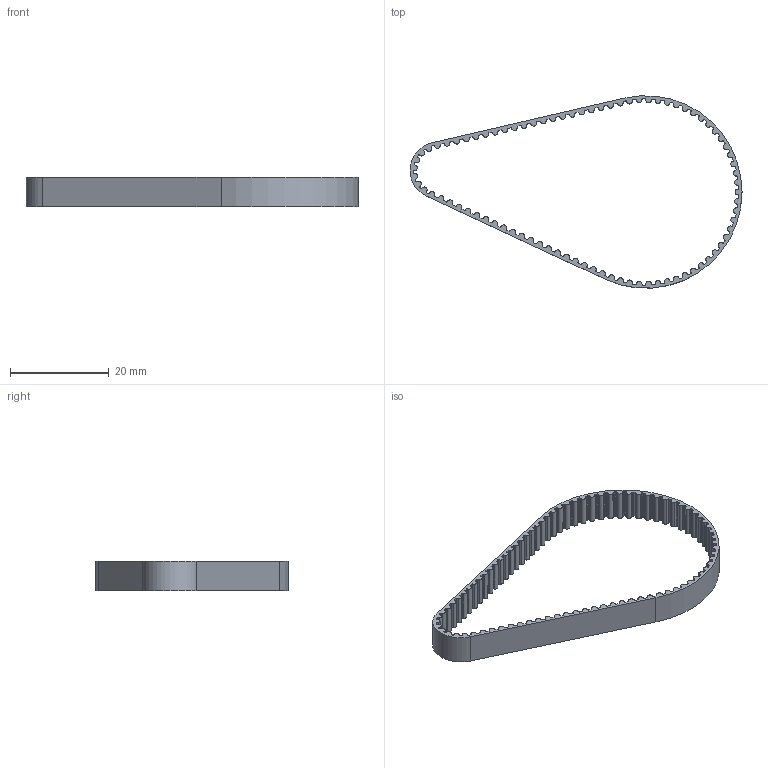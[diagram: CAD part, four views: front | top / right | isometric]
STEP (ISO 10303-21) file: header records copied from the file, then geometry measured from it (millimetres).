
FILE_DESCRIPTION (( 'STEP AP214' ), '1' );
FILE_NAME ('2GT-172-6.STEP', '2025-09-11T13:20:22', ( '' ), ( '' ), 'SwSTEP 2.0', 'SolidWorks 2025', '' );
FILE_SCHEMA (( 'AUTOMOTIVE_DESIGN' ));
Length unit declared in the file: millimetre
Products named in the file (1): 2GT-172-6
Bounding box: 67.21 x 38.9 x 6 mm (x, y, z)
Volume: 1004.4 mm3; surface area: 2747.5 mm2
Topology: 1 solids, 1 shells, 639 faces, 1911 edges, 1274 vertices
Faces by surface type: cylinder 504, plane 135
Entity records: 27606 total; most frequent: DIRECTION 4187, CARTESIAN_POINT 3849, ORIENTED_EDGE 3822, EDGE_CURVE 1911, AXIS2_PLACEMENT_3D 1644, VERTEX_POINT 1274, CIRCLE 1004, VECTOR 899
